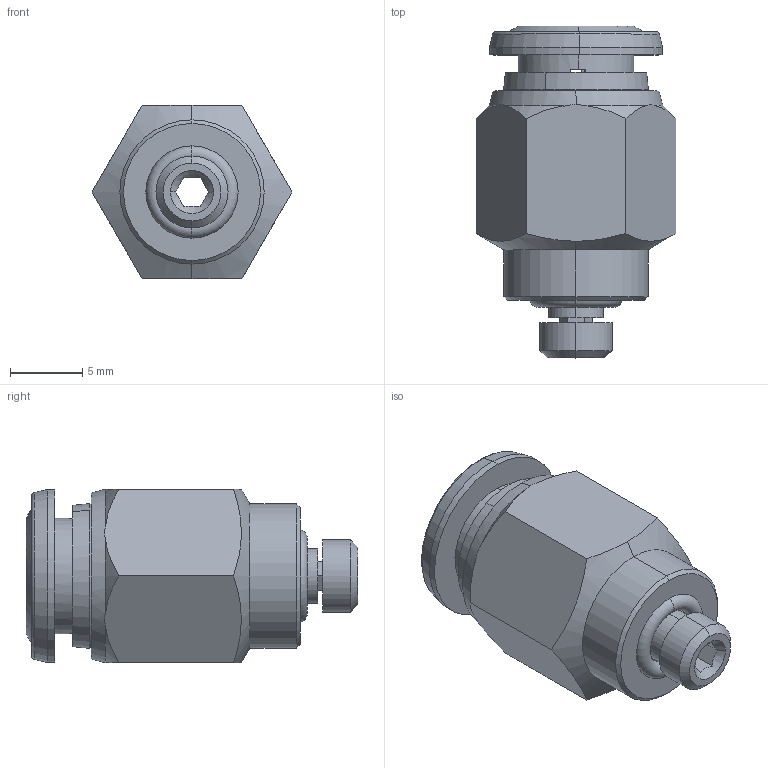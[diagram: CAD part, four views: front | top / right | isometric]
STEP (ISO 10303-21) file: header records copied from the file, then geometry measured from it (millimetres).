
FILE_DESCRIPTION (( 'STEP AP214' ), '1' );
FILE_NAME ('6002000013A.STEP', '2016-06-14T11:57:10', ( '' ), ( '' ), 'SwSTEP 2.0', 'SolidWorks 2016', '' );
FILE_SCHEMA (( 'AUTOMOTIVE_DESIGN' ));
Length unit declared in the file: millimetre
Products named in the file (1): 6002000013A
Bounding box: 13.86 x 23 x 12 mm (x, y, z)
Surface area: 1508.1 mm2 (no closed solid volume)
Topology: 0 solids, 8 shells, 79 faces, 226 edges, 152 vertices
Faces by surface type: cone 31, plane 24, cylinder 16, torus 8
Entity records: 3645 total; most frequent: CARTESIAN_POINT 739, DIRECTION 430, ORIENTED_EDGE 384, EDGE_CURVE 226, AXIS2_PLACEMENT_3D 177, VERTEX_POINT 152, CIRCLE 97, EDGE_LOOP 87
